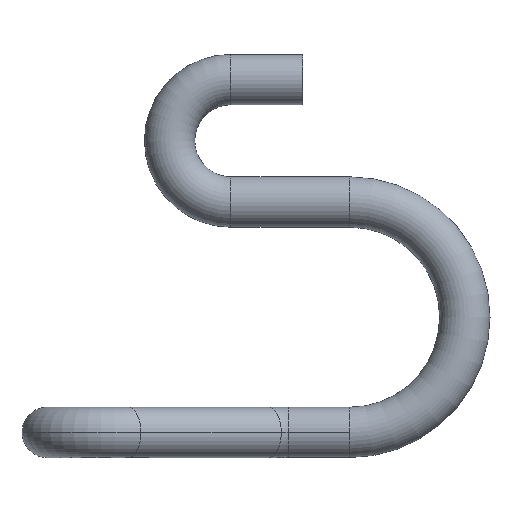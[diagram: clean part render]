
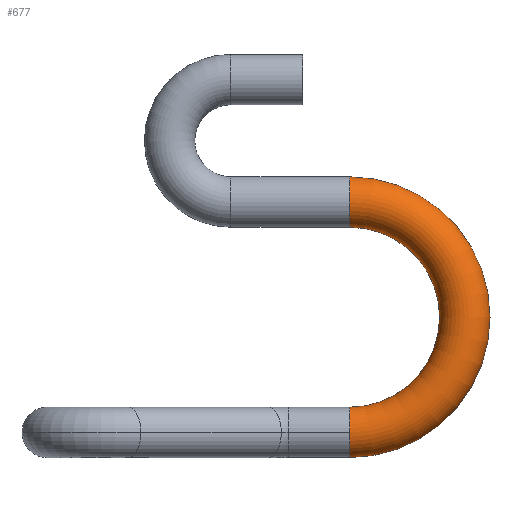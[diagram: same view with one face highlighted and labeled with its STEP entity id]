
A CAD part, left-side view. The second image highlights one B-rep face of the part: STEP entity #677.
In plain terms, the highlighted toroidal (fillet/blend) face has major radius 16 mm and minor radius 3.5 mm.
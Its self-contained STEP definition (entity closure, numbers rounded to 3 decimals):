
#2 = AXIS2_PLACEMENT_3D ( 'NONE', #799, #324, #336 ) ;
#47 = VERTEX_POINT ( 'NONE', #689 ) ;
#49 = VERTEX_POINT ( 'NONE', #747 ) ;
#72 = VERTEX_POINT ( 'NONE', #778 ) ;
#81 = VERTEX_POINT ( 'NONE', #723 ) ;
#136 = EDGE_LOOP ( 'NONE', ( #732, #738, #757, #752, #698 ) ) ;
#324 = DIRECTION ( 'NONE',  ( 1., 0., 0. ) ) ;
#336 = DIRECTION ( 'NONE',  ( 0., 0., -1. ) ) ;
#433 = CARTESIAN_POINT ( 'NONE',  ( -7.5, -42., 0. ) ) ;
#438 = EDGE_CURVE ( 'NONE', #47, #72, #469, .T. ) ;
#469 = CIRCLE ( 'NONE', #2, 12.5 ) ;
#486 = CIRCLE ( 'NONE', #582, 3.5 ) ;
#487 = CIRCLE ( 'NONE', #576, 19.5 ) ;
#494 = CIRCLE ( 'NONE', #821, 3.5 ) ;
#499 = TOROIDAL_SURFACE ( 'NONE', #827, 16., 3.5 ) ;
#505 = CIRCLE ( 'NONE', #527, 3.5 ) ;
#527 = AXIS2_PLACEMENT_3D ( 'NONE', #942, #943, #944 ) ;
#576 = AXIS2_PLACEMENT_3D ( 'NONE', #852, #853, #854 ) ;
#582 = AXIS2_PLACEMENT_3D ( 'NONE', #849, #850, #851 ) ;
#604 = VERTEX_POINT ( 'NONE', #433 ) ;
#657 = EDGE_CURVE ( 'NONE', #604, #72, #486, .T. ) ;
#658 = EDGE_CURVE ( 'NONE', #49, #81, #487, .T. ) ;
#677 = ADVANCED_FACE ( 'NONE', ( #824 ), #499, .T. ) ;
#679 = EDGE_CURVE ( 'NONE', #81, #604, #494, .T. ) ;
#689 = CARTESIAN_POINT ( 'NONE',  ( -4., -42., 28.5 ) ) ;
#698 = ORIENTED_EDGE ( 'NONE', *, *, #679, .F. ) ;
#723 = CARTESIAN_POINT ( 'NONE',  ( -4., -42., -3.5 ) ) ;
#732 = ORIENTED_EDGE ( 'NONE', *, *, #658, .F. ) ;
#738 = ORIENTED_EDGE ( 'NONE', *, *, #1028, .T. ) ;
#747 = CARTESIAN_POINT ( 'NONE',  ( -4., -42., 35.5 ) ) ;
#752 = ORIENTED_EDGE ( 'NONE', *, *, #657, .F. ) ;
#757 = ORIENTED_EDGE ( 'NONE', *, *, #438, .T. ) ;
#778 = CARTESIAN_POINT ( 'NONE',  ( -4., -42., 3.5 ) ) ;
#799 = CARTESIAN_POINT ( 'NONE',  ( -4., -42., 16. ) ) ;
#821 = AXIS2_PLACEMENT_3D ( 'NONE', #915, #916, #917 ) ;
#824 = FACE_OUTER_BOUND ( 'NONE', #136, .T. ) ;
#827 = AXIS2_PLACEMENT_3D ( 'NONE', #909, #910, #911 ) ;
#849 = CARTESIAN_POINT ( 'NONE',  ( -4., -42., 0. ) ) ;
#850 = DIRECTION ( 'NONE',  ( 0., 1., 0. ) ) ;
#851 = DIRECTION ( 'NONE',  ( 0., 0., -1. ) ) ;
#852 = CARTESIAN_POINT ( 'NONE',  ( -4., -42., 16. ) ) ;
#853 = DIRECTION ( 'NONE',  ( 1., 0., 0. ) ) ;
#854 = DIRECTION ( 'NONE',  ( 0., 0., -1. ) ) ;
#909 = CARTESIAN_POINT ( 'NONE',  ( -4., -42., 16. ) ) ;
#910 = DIRECTION ( 'NONE',  ( 1., 0., 0. ) ) ;
#911 = DIRECTION ( 'NONE',  ( 0., 0., -1. ) ) ;
#915 = CARTESIAN_POINT ( 'NONE',  ( -4., -42., 0. ) ) ;
#916 = DIRECTION ( 'NONE',  ( 0., 1., 0. ) ) ;
#917 = DIRECTION ( 'NONE',  ( 0., 0., -1. ) ) ;
#942 = CARTESIAN_POINT ( 'NONE',  ( -4., -42., 32. ) ) ;
#943 = DIRECTION ( 'NONE',  ( 0., -1., 0. ) ) ;
#944 = DIRECTION ( 'NONE',  ( -1., 0., 0. ) ) ;
#1028 = EDGE_CURVE ( 'NONE', #49, #47, #505, .T. ) ;
